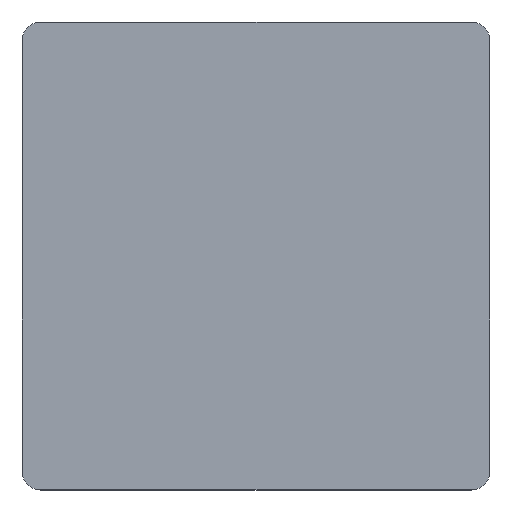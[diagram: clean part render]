
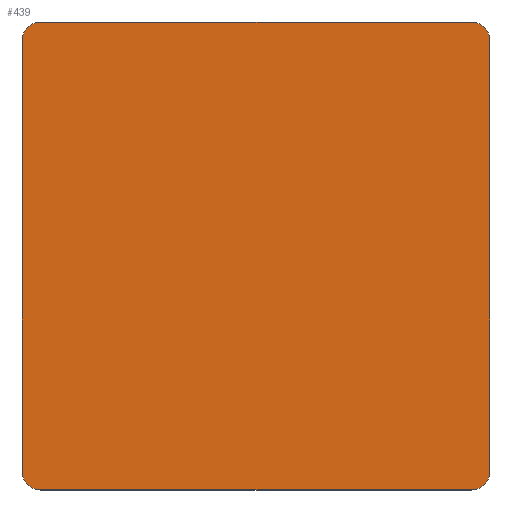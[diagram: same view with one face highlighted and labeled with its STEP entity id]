
A CAD part, top view. The second image highlights one B-rep face of the part: STEP entity #439.
In plain terms, the highlighted planar face has unit normal (0, 0, 1).
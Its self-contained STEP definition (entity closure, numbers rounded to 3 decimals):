
#1 = VECTOR ( 'NONE', #500, 1000. ) ;
#21 = VERTEX_POINT ( 'NONE', #149 ) ;
#23 = DIRECTION ( 'NONE',  ( -1., 0., 0. ) ) ;
#38 = LINE ( 'NONE', #79, #1 ) ;
#40 = DIRECTION ( 'NONE',  ( -1., 0., 0. ) ) ;
#44 = DIRECTION ( 'NONE',  ( -1., 0., 0. ) ) ;
#46 = LINE ( 'NONE', #669, #174 ) ;
#54 = AXIS2_PLACEMENT_3D ( 'NONE', #100, #541, #23 ) ;
#63 = AXIS2_PLACEMENT_3D ( 'NONE', #475, #368, #44 ) ;
#73 = ORIENTED_EDGE ( 'NONE', *, *, #213, .T. ) ;
#79 = CARTESIAN_POINT ( 'NONE',  ( -25., -25., 10. ) ) ;
#91 = VERTEX_POINT ( 'NONE', #124 ) ;
#100 = CARTESIAN_POINT ( 'NONE',  ( 23., 23., 10. ) ) ;
#122 = VERTEX_POINT ( 'NONE', #393 ) ;
#124 = CARTESIAN_POINT ( 'NONE',  ( 23., -25., 10. ) ) ;
#131 = CARTESIAN_POINT ( 'NONE',  ( -23., 23., 10. ) ) ;
#136 = VERTEX_POINT ( 'NONE', #479 ) ;
#149 = CARTESIAN_POINT ( 'NONE',  ( -23., 25., 10. ) ) ;
#153 = LINE ( 'NONE', #476, #472 ) ;
#174 = VECTOR ( 'NONE', #616, 1000. ) ;
#184 = CARTESIAN_POINT ( 'NONE',  ( 23., 25., 10. ) ) ;
#189 = VECTOR ( 'NONE', #323, 1000. ) ;
#203 = DIRECTION ( 'NONE',  ( 1., 0., 0. ) ) ;
#213 = EDGE_CURVE ( 'NONE', #91, #540, #365, .T. ) ;
#214 = FACE_OUTER_BOUND ( 'NONE', #598, .T. ) ;
#222 = VERTEX_POINT ( 'NONE', #184 ) ;
#227 = CARTESIAN_POINT ( 'NONE',  ( 25., -23., 10. ) ) ;
#235 = EDGE_CURVE ( 'NONE', #344, #122, #38, .T. ) ;
#245 = DIRECTION ( 'NONE',  ( 0., 0., 1. ) ) ;
#246 = ORIENTED_EDGE ( 'NONE', *, *, #655, .T. ) ;
#303 = ORIENTED_EDGE ( 'NONE', *, *, #490, .T. ) ;
#317 = CIRCLE ( 'NONE', #456, 2. ) ;
#323 = DIRECTION ( 'NONE',  ( -1., 0., 0. ) ) ;
#326 = ORIENTED_EDGE ( 'NONE', *, *, #349, .T. ) ;
#329 = CARTESIAN_POINT ( 'NONE',  ( -23., -23., 10. ) ) ;
#333 = DIRECTION ( 'NONE',  ( -1., 0., 0. ) ) ;
#344 = VERTEX_POINT ( 'NONE', #564 ) ;
#349 = EDGE_CURVE ( 'NONE', #21, #344, #418, .T. ) ;
#356 = AXIS2_PLACEMENT_3D ( 'NONE', #603, #245, #397 ) ;
#365 = CIRCLE ( 'NONE', #356, 2. ) ;
#368 = DIRECTION ( 'NONE',  ( 0., 0., -1. ) ) ;
#380 = DIRECTION ( 'NONE',  ( 0., 0., 1. ) ) ;
#393 = CARTESIAN_POINT ( 'NONE',  ( -25., -23., 10. ) ) ;
#397 = DIRECTION ( 'NONE',  ( -1., 0., 0. ) ) ;
#412 = EDGE_CURVE ( 'NONE', #491, #91, #153, .T. ) ;
#418 = CIRCLE ( 'NONE', #639, 2. ) ;
#439 = ADVANCED_FACE ( 'NONE', ( #214 ), #575, .F. ) ;
#456 = AXIS2_PLACEMENT_3D ( 'NONE', #329, #380, #333 ) ;
#468 = ORIENTED_EDGE ( 'NONE', *, *, #235, .T. ) ;
#470 = CARTESIAN_POINT ( 'NONE',  ( -23., -25., 10. ) ) ;
#472 = VECTOR ( 'NONE', #203, 1000. ) ;
#475 = CARTESIAN_POINT ( 'NONE',  ( 0., 0., 10. ) ) ;
#476 = CARTESIAN_POINT ( 'NONE',  ( -25., -25., 10. ) ) ;
#479 = CARTESIAN_POINT ( 'NONE',  ( 25., 23., 10. ) ) ;
#486 = ORIENTED_EDGE ( 'NONE', *, *, #412, .T. ) ;
#490 = EDGE_CURVE ( 'NONE', #540, #136, #46, .T. ) ;
#491 = VERTEX_POINT ( 'NONE', #470 ) ;
#500 = DIRECTION ( 'NONE',  ( 0., -1., 0. ) ) ;
#514 = DIRECTION ( 'NONE',  ( 0., 0., 1. ) ) ;
#529 = EDGE_CURVE ( 'NONE', #136, #222, #673, .T. ) ;
#540 = VERTEX_POINT ( 'NONE', #227 ) ;
#541 = DIRECTION ( 'NONE',  ( 0., 0., 1. ) ) ;
#544 = LINE ( 'NONE', #580, #189 ) ;
#564 = CARTESIAN_POINT ( 'NONE',  ( -25., 23., 10. ) ) ;
#566 = EDGE_CURVE ( 'NONE', #122, #491, #317, .T. ) ;
#575 = PLANE ( 'NONE',  #63 ) ;
#580 = CARTESIAN_POINT ( 'NONE',  ( -25., 25., 10. ) ) ;
#598 = EDGE_LOOP ( 'NONE', ( #468, #613, #486, #73, #303, #615, #246, #326 ) ) ;
#603 = CARTESIAN_POINT ( 'NONE',  ( 23., -23., 10. ) ) ;
#613 = ORIENTED_EDGE ( 'NONE', *, *, #566, .T. ) ;
#615 = ORIENTED_EDGE ( 'NONE', *, *, #529, .T. ) ;
#616 = DIRECTION ( 'NONE',  ( 0., 1., 0. ) ) ;
#639 = AXIS2_PLACEMENT_3D ( 'NONE', #131, #514, #40 ) ;
#655 = EDGE_CURVE ( 'NONE', #222, #21, #544, .T. ) ;
#669 = CARTESIAN_POINT ( 'NONE',  ( 25., -25., 10. ) ) ;
#673 = CIRCLE ( 'NONE', #54, 2. ) ;
